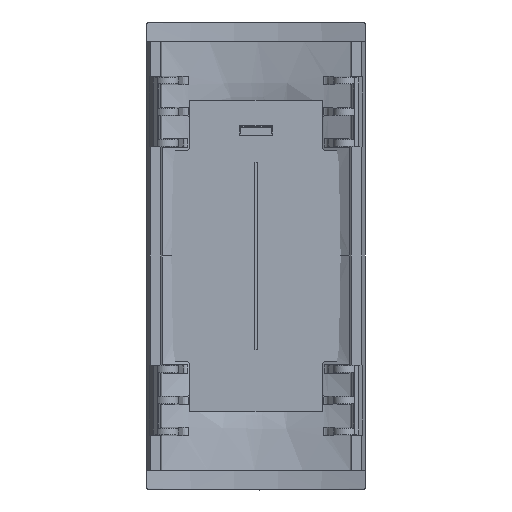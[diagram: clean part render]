
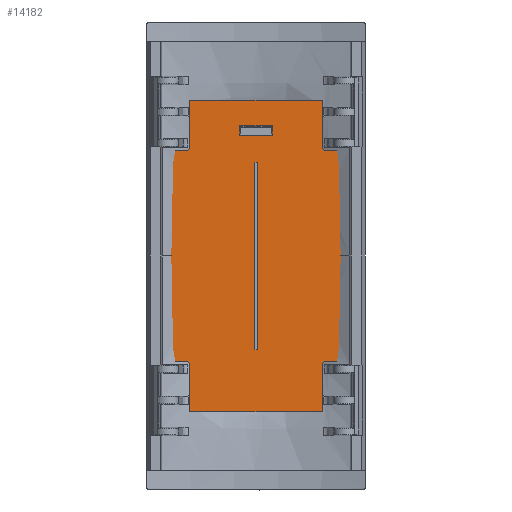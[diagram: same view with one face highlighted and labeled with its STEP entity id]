
A CAD part, left-side view. The second image highlights one B-rep face of the part: STEP entity #14182.
In plain terms, the highlighted face is planar.
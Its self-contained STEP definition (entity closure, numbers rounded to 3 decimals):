
#13621=AXIS2_PLACEMENT_3D('Circle Axis2P3D',#13619,#13620,$) ;
#13723=AXIS2_PLACEMENT_3D('Circle Axis2P3D',#13721,#13722,$) ;
#13825=AXIS2_PLACEMENT_3D('Circle Axis2P3D',#13823,#13824,$) ;
#13896=AXIS2_PLACEMENT_3D('Circle Axis2P3D',#13894,#13895,$) ;
#14122=AXIS2_PLACEMENT_3D('Plane Axis2P3D',#14119,#14120,#14121) ;
#13494=CARTESIAN_POINT('Line Origine',(2.1,-15.3,16.1)) ;
#13498=CARTESIAN_POINT('Vertex',(2.1,-15.3,16.7)) ;
#13500=CARTESIAN_POINT('Vertex',(2.1,-15.3,15.5)) ;
#13538=CARTESIAN_POINT('Vertex',(-2.1,-15.3,15.5)) ;
#13548=CARTESIAN_POINT('Line Origine',(0.,-15.3,15.5)) ;
#13578=CARTESIAN_POINT('Vertex',(11.,-15.3,13.5)) ;
#13581=CARTESIAN_POINT('Line Origine',(10.,-15.3,13.5)) ;
#13585=CARTESIAN_POINT('Vertex',(9.,-15.3,13.5)) ;
#13609=CARTESIAN_POINT('Vertex',(8.5,-15.3,14.)) ;
#13619=CARTESIAN_POINT('Axis2P3D Location',(9.,-15.3,14.)) ;
#13636=CARTESIAN_POINT('Line Origine',(0.,-15.3,20.)) ;
#13640=CARTESIAN_POINT('Vertex',(-8.5,-15.3,20.)) ;
#13642=CARTESIAN_POINT('Vertex',(8.5,-15.3,20.)) ;
#13683=CARTESIAN_POINT('Line Origine',(-8.5,-15.3,17.)) ;
#13687=CARTESIAN_POINT('Vertex',(-8.5,-15.3,14.)) ;
#13711=CARTESIAN_POINT('Vertex',(-9.,-15.3,13.5)) ;
#13721=CARTESIAN_POINT('Axis2P3D Location',(-9.,-15.3,14.)) ;
#13751=CARTESIAN_POINT('Vertex',(-11.,-15.3,13.5)) ;
#13754=CARTESIAN_POINT('Line Origine',(-11.,-15.3,0.)) ;
#13758=CARTESIAN_POINT('Vertex',(-11.,-15.3,-13.5)) ;
#13782=CARTESIAN_POINT('Vertex',(-9.,-15.3,-13.5)) ;
#13792=CARTESIAN_POINT('Line Origine',(-10.,-15.3,-13.5)) ;
#13813=CARTESIAN_POINT('Vertex',(-8.5,-15.3,-14.)) ;
#13823=CARTESIAN_POINT('Axis2P3D Location',(-9.,-15.3,-14.)) ;
#13844=CARTESIAN_POINT('Vertex',(8.5,-15.3,-14.)) ;
#13860=CARTESIAN_POINT('Vertex',(8.5,-15.3,-20.)) ;
#13863=CARTESIAN_POINT('Line Origine',(8.5,-15.3,-17.)) ;
#13884=CARTESIAN_POINT('Vertex',(9.,-15.3,-13.5)) ;
#13894=CARTESIAN_POINT('Axis2P3D Location',(9.,-15.3,-14.)) ;
#13911=CARTESIAN_POINT('Line Origine',(-2.1,-15.3,16.1)) ;
#13915=CARTESIAN_POINT('Vertex',(-2.1,-15.3,16.7)) ;
#13937=CARTESIAN_POINT('Line Origine',(10.,-15.3,-13.5)) ;
#13941=CARTESIAN_POINT('Vertex',(11.,-15.3,-13.5)) ;
#13979=CARTESIAN_POINT('Vertex',(-8.5,-15.3,-20.)) ;
#13982=CARTESIAN_POINT('Line Origine',(0.,-15.3,-20.)) ;
#13994=CARTESIAN_POINT('Line Origine',(-8.5,-15.3,-17.)) ;
#14011=CARTESIAN_POINT('Line Origine',(-10.,-15.3,13.5)) ;
#14028=CARTESIAN_POINT('Line Origine',(8.5,-15.3,17.)) ;
#14050=CARTESIAN_POINT('Line Origine',(11.,-15.3,0.)) ;
#14077=CARTESIAN_POINT('Line Origine',(0.,-15.3,16.7)) ;
#14119=CARTESIAN_POINT('Axis2P3D Location',(-11.,-15.3,0.)) ;
#14142=CARTESIAN_POINT('Line Origine',(0.,-15.3,12.)) ;
#14146=CARTESIAN_POINT('Vertex',(-0.15,-15.3,12.)) ;
#14148=CARTESIAN_POINT('Vertex',(0.15,-15.3,12.)) ;
#14151=CARTESIAN_POINT('Line Origine',(-0.15,-15.3,0.)) ;
#14155=CARTESIAN_POINT('Vertex',(-0.15,-15.3,-12.)) ;
#14158=CARTESIAN_POINT('Line Origine',(0.,-15.3,-12.)) ;
#14162=CARTESIAN_POINT('Vertex',(0.15,-15.3,-12.)) ;
#14165=CARTESIAN_POINT('Line Origine',(0.15,-15.3,0.)) ;
#13495=DIRECTION('Vector Direction',(0.,0.,-1.)) ;
#13549=DIRECTION('Vector Direction',(1.,0.,0.)) ;
#13582=DIRECTION('Vector Direction',(1.,0.,0.)) ;
#13620=DIRECTION('Axis2P3D Direction',(0.,1.,-0.)) ;
#13637=DIRECTION('Vector Direction',(1.,0.,0.)) ;
#13684=DIRECTION('Vector Direction',(0.,0.,1.)) ;
#13722=DIRECTION('Axis2P3D Direction',(0.,1.,-0.)) ;
#13755=DIRECTION('Vector Direction',(0.,0.,1.)) ;
#13793=DIRECTION('Vector Direction',(-1.,0.,0.)) ;
#13824=DIRECTION('Axis2P3D Direction',(0.,1.,-0.)) ;
#13864=DIRECTION('Vector Direction',(0.,0.,-1.)) ;
#13895=DIRECTION('Axis2P3D Direction',(0.,1.,-0.)) ;
#13912=DIRECTION('Vector Direction',(0.,0.,1.)) ;
#13938=DIRECTION('Vector Direction',(1.,0.,0.)) ;
#13983=DIRECTION('Vector Direction',(1.,0.,0.)) ;
#13995=DIRECTION('Vector Direction',(0.,0.,-1.)) ;
#14012=DIRECTION('Vector Direction',(-1.,0.,0.)) ;
#14029=DIRECTION('Vector Direction',(0.,0.,1.)) ;
#14051=DIRECTION('Vector Direction',(0.,0.,1.)) ;
#14078=DIRECTION('Vector Direction',(-1.,0.,0.)) ;
#14120=DIRECTION('Axis2P3D Direction',(0.,-1.,0.)) ;
#14121=DIRECTION('Axis2P3D XDirection',(1.,0.,0.)) ;
#14143=DIRECTION('Vector Direction',(1.,0.,0.)) ;
#14152=DIRECTION('Vector Direction',(0.,0.,1.)) ;
#14159=DIRECTION('Vector Direction',(1.,0.,0.)) ;
#14166=DIRECTION('Vector Direction',(0.,0.,1.)) ;
#13496=VECTOR('Line Direction',#13495,1.) ;
#13550=VECTOR('Line Direction',#13549,1.) ;
#13583=VECTOR('Line Direction',#13582,1.) ;
#13638=VECTOR('Line Direction',#13637,1.) ;
#13685=VECTOR('Line Direction',#13684,1.) ;
#13756=VECTOR('Line Direction',#13755,1.) ;
#13794=VECTOR('Line Direction',#13793,1.) ;
#13865=VECTOR('Line Direction',#13864,1.) ;
#13913=VECTOR('Line Direction',#13912,1.) ;
#13939=VECTOR('Line Direction',#13938,1.) ;
#13984=VECTOR('Line Direction',#13983,1.) ;
#13996=VECTOR('Line Direction',#13995,1.) ;
#14013=VECTOR('Line Direction',#14012,1.) ;
#14030=VECTOR('Line Direction',#14029,1.) ;
#14052=VECTOR('Line Direction',#14051,1.) ;
#14079=VECTOR('Line Direction',#14078,1.) ;
#14144=VECTOR('Line Direction',#14143,1.) ;
#14153=VECTOR('Line Direction',#14152,1.) ;
#14160=VECTOR('Line Direction',#14159,1.) ;
#14167=VECTOR('Line Direction',#14166,1.) ;
#14125=ORIENTED_EDGE('',*,*,#13943,.F.) ;
#14126=ORIENTED_EDGE('',*,*,#13898,.T.) ;
#14127=ORIENTED_EDGE('',*,*,#13867,.T.) ;
#14128=ORIENTED_EDGE('',*,*,#13986,.F.) ;
#14129=ORIENTED_EDGE('',*,*,#13998,.F.) ;
#14130=ORIENTED_EDGE('',*,*,#13827,.T.) ;
#14131=ORIENTED_EDGE('',*,*,#13796,.T.) ;
#14132=ORIENTED_EDGE('',*,*,#13760,.T.) ;
#14133=ORIENTED_EDGE('',*,*,#14015,.F.) ;
#14134=ORIENTED_EDGE('',*,*,#13725,.T.) ;
#14135=ORIENTED_EDGE('',*,*,#13689,.T.) ;
#14136=ORIENTED_EDGE('',*,*,#13644,.T.) ;
#14137=ORIENTED_EDGE('',*,*,#14032,.F.) ;
#14138=ORIENTED_EDGE('',*,*,#13623,.T.) ;
#14139=ORIENTED_EDGE('',*,*,#13587,.T.) ;
#14140=ORIENTED_EDGE('',*,*,#14054,.F.) ;
#14171=ORIENTED_EDGE('',*,*,#14150,.F.) ;
#14172=ORIENTED_EDGE('',*,*,#14157,.F.) ;
#14173=ORIENTED_EDGE('',*,*,#14164,.T.) ;
#14174=ORIENTED_EDGE('',*,*,#14169,.T.) ;
#14177=ORIENTED_EDGE('',*,*,#14081,.T.) ;
#14178=ORIENTED_EDGE('',*,*,#13917,.F.) ;
#14179=ORIENTED_EDGE('',*,*,#13552,.T.) ;
#14180=ORIENTED_EDGE('',*,*,#13502,.F.) ;
#14175=FACE_BOUND('',#14170,.T.) ;
#14181=FACE_BOUND('',#14176,.T.) ;
#14182=ADVANCED_FACE('Corps principal',(#14141,#14175,#14181),#14123,.F.) ;
#13622=CIRCLE('generated circle',#13621,0.5) ;
#13724=CIRCLE('generated circle',#13723,0.5) ;
#13826=CIRCLE('generated circle',#13825,0.5) ;
#13897=CIRCLE('generated circle',#13896,0.5) ;
#13502=EDGE_CURVE('',#13499,#13501,#13497,.T.) ;
#13552=EDGE_CURVE('',#13539,#13501,#13551,.T.) ;
#13587=EDGE_CURVE('',#13586,#13579,#13584,.T.) ;
#13623=EDGE_CURVE('',#13610,#13586,#13622,.F.) ;
#13644=EDGE_CURVE('',#13641,#13643,#13639,.T.) ;
#13689=EDGE_CURVE('',#13688,#13641,#13686,.T.) ;
#13725=EDGE_CURVE('',#13712,#13688,#13724,.F.) ;
#13760=EDGE_CURVE('',#13759,#13752,#13757,.T.) ;
#13796=EDGE_CURVE('',#13783,#13759,#13795,.T.) ;
#13827=EDGE_CURVE('',#13814,#13783,#13826,.F.) ;
#13867=EDGE_CURVE('',#13845,#13861,#13866,.T.) ;
#13898=EDGE_CURVE('',#13885,#13845,#13897,.F.) ;
#13917=EDGE_CURVE('',#13539,#13916,#13914,.T.) ;
#13943=EDGE_CURVE('',#13885,#13942,#13940,.T.) ;
#13986=EDGE_CURVE('',#13980,#13861,#13985,.T.) ;
#13998=EDGE_CURVE('',#13814,#13980,#13997,.T.) ;
#14015=EDGE_CURVE('',#13712,#13752,#14014,.T.) ;
#14032=EDGE_CURVE('',#13610,#13643,#14031,.T.) ;
#14054=EDGE_CURVE('',#13942,#13579,#14053,.T.) ;
#14081=EDGE_CURVE('',#13499,#13916,#14080,.T.) ;
#14150=EDGE_CURVE('',#14147,#14149,#14145,.T.) ;
#14157=EDGE_CURVE('',#14156,#14147,#14154,.T.) ;
#14164=EDGE_CURVE('',#14156,#14163,#14161,.T.) ;
#14169=EDGE_CURVE('',#14163,#14149,#14168,.T.) ;
#14124=EDGE_LOOP('',(#14125,#14126,#14127,#14128,#14129,#14130,#14131,#14132,#14133,#14134,#14135,#14136,#14137,#14138,#14139,#14140)) ;
#14170=EDGE_LOOP('',(#14171,#14172,#14173,#14174)) ;
#14176=EDGE_LOOP('',(#14177,#14178,#14179,#14180)) ;
#14141=FACE_OUTER_BOUND('',#14124,.T.) ;
#13497=LINE('Line',#13494,#13496) ;
#13551=LINE('Line',#13548,#13550) ;
#13584=LINE('Line',#13581,#13583) ;
#13639=LINE('Line',#13636,#13638) ;
#13686=LINE('Line',#13683,#13685) ;
#13757=LINE('Line',#13754,#13756) ;
#13795=LINE('Line',#13792,#13794) ;
#13866=LINE('Line',#13863,#13865) ;
#13914=LINE('Line',#13911,#13913) ;
#13940=LINE('Line',#13937,#13939) ;
#13985=LINE('Line',#13982,#13984) ;
#13997=LINE('Line',#13994,#13996) ;
#14014=LINE('Line',#14011,#14013) ;
#14031=LINE('Line',#14028,#14030) ;
#14053=LINE('Line',#14050,#14052) ;
#14080=LINE('Line',#14077,#14079) ;
#14145=LINE('Line',#14142,#14144) ;
#14154=LINE('Line',#14151,#14153) ;
#14161=LINE('Line',#14158,#14160) ;
#14168=LINE('Line',#14165,#14167) ;
#14123=PLANE('',#14122) ;
#13499=VERTEX_POINT('',#13498) ;
#13501=VERTEX_POINT('',#13500) ;
#13539=VERTEX_POINT('',#13538) ;
#13579=VERTEX_POINT('',#13578) ;
#13586=VERTEX_POINT('',#13585) ;
#13610=VERTEX_POINT('',#13609) ;
#13641=VERTEX_POINT('',#13640) ;
#13643=VERTEX_POINT('',#13642) ;
#13688=VERTEX_POINT('',#13687) ;
#13712=VERTEX_POINT('',#13711) ;
#13752=VERTEX_POINT('',#13751) ;
#13759=VERTEX_POINT('',#13758) ;
#13783=VERTEX_POINT('',#13782) ;
#13814=VERTEX_POINT('',#13813) ;
#13845=VERTEX_POINT('',#13844) ;
#13861=VERTEX_POINT('',#13860) ;
#13885=VERTEX_POINT('',#13884) ;
#13916=VERTEX_POINT('',#13915) ;
#13942=VERTEX_POINT('',#13941) ;
#13980=VERTEX_POINT('',#13979) ;
#14147=VERTEX_POINT('',#14146) ;
#14149=VERTEX_POINT('',#14148) ;
#14156=VERTEX_POINT('',#14155) ;
#14163=VERTEX_POINT('',#14162) ;
